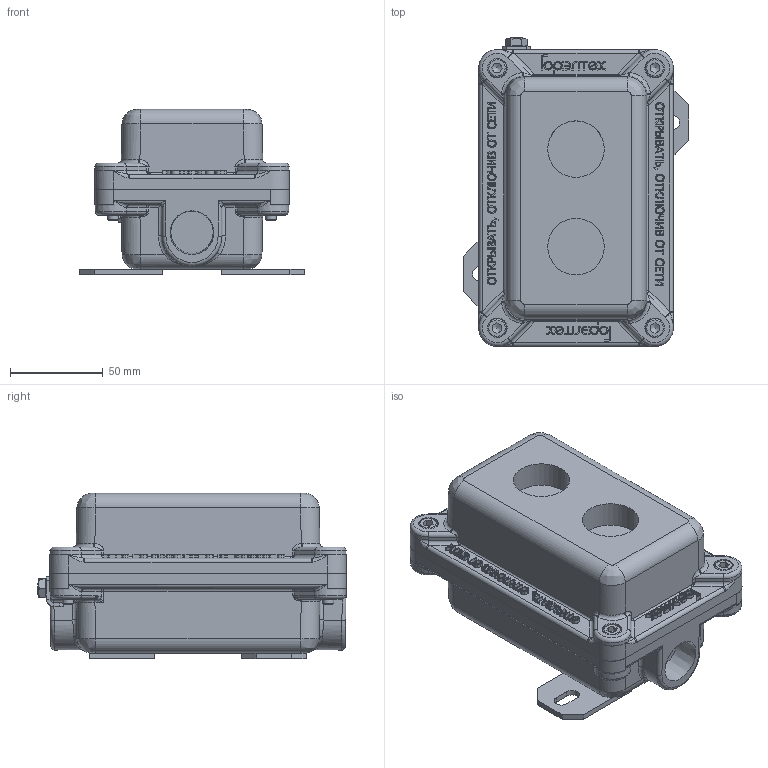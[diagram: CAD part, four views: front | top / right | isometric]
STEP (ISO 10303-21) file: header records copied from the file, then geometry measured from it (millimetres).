
FILE_DESCRIPTION((''),'2;1');
FILE_NAME('ПКИВ161008.stp','2019-06-14T14:52:37',('L.A.Ronzhin'),(''),'Autodesk Inventor 2012','Autodesk Inventor 2012','');
FILE_SCHEMA(('AUTOMOTIVE_DESIGN { 1 0 10303 214 1 1 1 1 }'));
Length unit declared in the file: millimetre
Products named in the file (1): ПКИВ161008_М1
Bounding box: 121.4 x 166.16 x 89 mm (x, y, z)
Volume: 964867.7 mm3; surface area: 83453.5 mm2
Topology: 1 solids, 1 shells, 1501 faces, 3886 edges, 2485 vertices
Faces by surface type: plane 784, bspline 400, cylinder 184, cone 79, torus 46, sphere 8
Full cylindrical faces by diameter (mm): 3.466 x2, 4.621 x2, 6 x4, 7.9 x1, 10 x4, 10.5 x4, 11.3 x4, 30.376 x2
Entity records: 51386 total; most frequent: CARTESIAN_POINT 15921, ORIENTED_EDGE 7586, DIRECTION 5903, EDGE_CURVE 3793, VERTEX_POINT 2471, VECTOR 2263, LINE 2263, AXIS2_PLACEMENT_3D 1820
